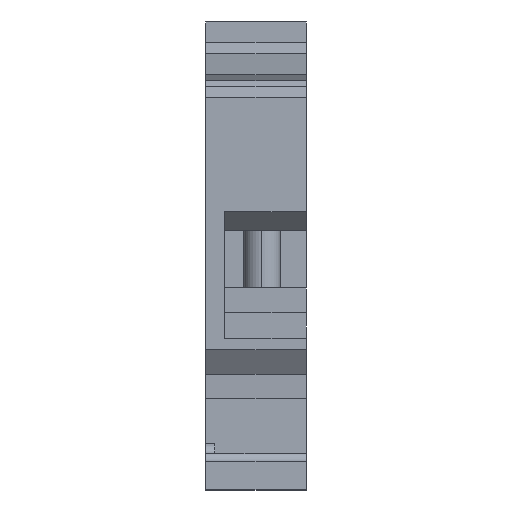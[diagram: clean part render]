
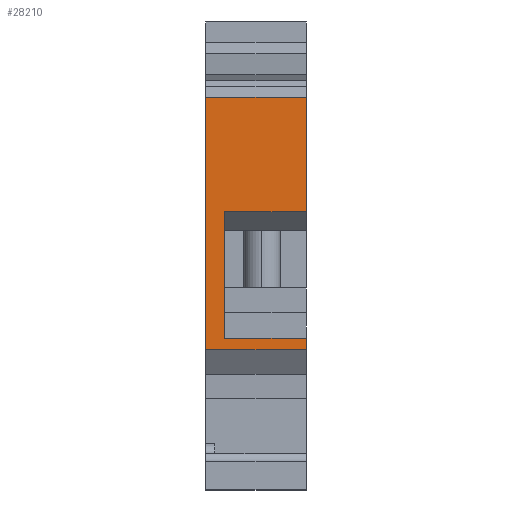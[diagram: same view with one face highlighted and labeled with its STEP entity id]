
A CAD part, front view. The second image highlights one B-rep face of the part: STEP entity #28210.
In plain terms, the highlighted face is planar.
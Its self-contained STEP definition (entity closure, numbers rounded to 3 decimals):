
#4940=CARTESIAN_POINT('',(598.662,466.157,
0.));
#4950=VERTEX_POINT('',#4940);
#4980=CARTESIAN_POINT('',(598.662,0.,
0.));
#4990=DIRECTION('',(0.,1.,0.));
#5000=VECTOR('',#4990,1.);
#5010=LINE('',#4980,#5000);
#5020=CARTESIAN_POINT('',(598.662,467.407,
0.));
#5030=VERTEX_POINT('',#5020);
#5040=EDGE_CURVE('',#4950,#5030,#5010,.T.);
#5740=CARTESIAN_POINT('',(598.662,481.157,
0.));
#5750=VERTEX_POINT('',#5740);
#5780=CARTESIAN_POINT('',(598.662,269.868,
0.));
#5790=DIRECTION('',(0.,-1.,0.));
#5800=VECTOR('',#5790,1.);
#5810=LINE('',#5780,#5800);
#5820=CARTESIAN_POINT('',(598.662,493.581,
0.));
#5830=VERTEX_POINT('',#5820);
#5840=EDGE_CURVE('',#5830,#5750,#5810,.T.);
#10850=CARTESIAN_POINT('',(598.662,493.581,-10.95));
#10860=VERTEX_POINT('',#10850);
#10890=CARTESIAN_POINT('',(598.662,269.868,-10.95));
#10900=DIRECTION('',(0.,-1.,0.));
#10910=VECTOR('',#10900,1.);
#10920=LINE('',#10890,#10910);
#10930=CARTESIAN_POINT('',(598.662,466.157,-10.95));
#10940=VERTEX_POINT('',#10930);
#10950=EDGE_CURVE('',#10860,#10940,#10920,.T.);
#27510=CARTESIAN_POINT('',(598.662,481.157,
0.05));
#27520=DIRECTION('',(0.,0.,1.));
#27530=VECTOR('',#27520,1.);
#27540=LINE('',#27510,#27530);
#27550=CARTESIAN_POINT('',(598.662,481.157,-8.9));
#27560=VERTEX_POINT('',#27550);
#27570=EDGE_CURVE('',#27560,#5750,#27540,.T.);
#27840=CARTESIAN_POINT('',(598.662,474.069,
0.05));
#27850=DIRECTION('',(-1.,0.,0.));
#27860=DIRECTION('',(0.,1.,0.));
#27870=AXIS2_PLACEMENT_3D('',#27840,#27850,#27860);
#27880=PLANE('',#27870);
#27890=CARTESIAN_POINT('',(598.662,466.157,0.));
#27900=DIRECTION('',(0.,0.,-1.));
#27910=VECTOR('',#27900,1.);
#27920=LINE('',#27890,#27910);
#27930=EDGE_CURVE('',#4950,#10940,#27920,.T.);
#27940=ORIENTED_EDGE('',*,*,#27930,.F.);
#27950=ORIENTED_EDGE('',*,*,#10950,.T.);
#27960=CARTESIAN_POINT('',(598.662,493.581,
0.05));
#27970=DIRECTION('',(0.,0.,1.));
#27980=VECTOR('',#27970,1.);
#27990=LINE('',#27960,#27980);
#28000=EDGE_CURVE('',#10860,#5830,#27990,.T.);
#28010=ORIENTED_EDGE('',*,*,#28000,.F.);
#28020=ORIENTED_EDGE('',*,*,#5840,.F.);
#28030=ORIENTED_EDGE('',*,*,#27570,.T.);
#28040=CARTESIAN_POINT('',(598.662,0.,-8.9))
;
#28050=DIRECTION('',(0.,-1.,0.));
#28060=VECTOR('',#28050,1.);
#28070=LINE('',#28040,#28060);
#28080=CARTESIAN_POINT('',(598.662,467.407,-8.9));
#28090=VERTEX_POINT('',#28080);
#28100=EDGE_CURVE('',#27560,#28090,#28070,.T.);
#28110=ORIENTED_EDGE('',*,*,#28100,.F.);
#28120=CARTESIAN_POINT('',(598.662,467.407,0.));
#28130=DIRECTION('',(0.,0.,1.));
#28140=VECTOR('',#28130,1.);
#28150=LINE('',#28120,#28140);
#28160=EDGE_CURVE('',#28090,#5030,#28150,.T.);
#28170=ORIENTED_EDGE('',*,*,#28160,.F.);
#28180=ORIENTED_EDGE('',*,*,#5040,.T.);
#28190=EDGE_LOOP('',(#28180,#28170,#28110,#28030,#28020,#28010,#27950,
#27940));
#28200=FACE_OUTER_BOUND('',#28190,.T.);
#28210=ADVANCED_FACE('',(#28200),#27880,.T.);
